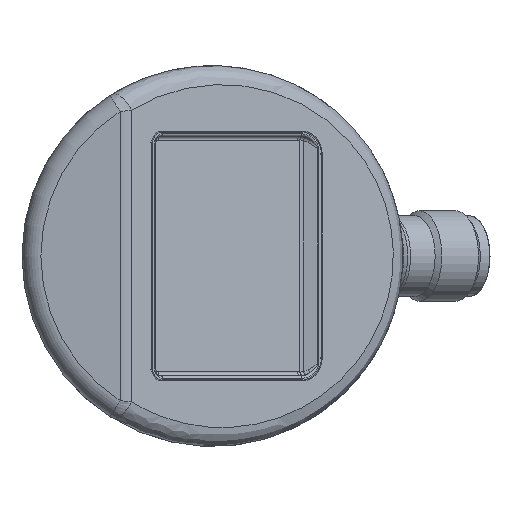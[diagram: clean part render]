
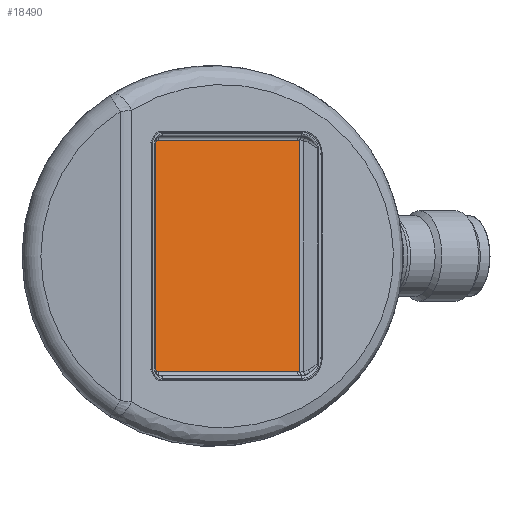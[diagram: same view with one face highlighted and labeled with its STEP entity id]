
A CAD part, front view. The second image highlights one B-rep face of the part: STEP entity #18490.
In plain terms, the highlighted planar face has unit normal (0.5, -0.866, 0).
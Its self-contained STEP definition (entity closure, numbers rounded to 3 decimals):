
#495=CIRCLE('',#26154,1.946);
#496=CIRCLE('',#26155,1.946);
#497=CIRCLE('',#26156,0.446);
#498=CIRCLE('',#26157,0.446);
#1349=LINE('',#33224,#2537);
#1350=LINE('',#33228,#2538);
#1351=LINE('',#33232,#2539);
#1352=LINE('',#33236,#2540);
#2537=VECTOR('',#28071,1000.);
#2538=VECTOR('',#28074,1000.);
#2539=VECTOR('',#28077,1000.);
#2540=VECTOR('',#28080,1000.);
#3671=PLANE('',#26153);
#4321=ORIENTED_EDGE('',*,*,#10020,.T.);
#4322=ORIENTED_EDGE('',*,*,#10021,.T.);
#4323=ORIENTED_EDGE('',*,*,#10022,.T.);
#4324=ORIENTED_EDGE('',*,*,#10023,.T.);
#4325=ORIENTED_EDGE('',*,*,#10024,.T.);
#4326=ORIENTED_EDGE('',*,*,#10025,.T.);
#4327=ORIENTED_EDGE('',*,*,#10026,.T.);
#4328=ORIENTED_EDGE('',*,*,#10027,.T.);
#10020=EDGE_CURVE('',#12870,#12871,#495,.F.);
#10021=EDGE_CURVE('',#12871,#12872,#1349,.T.);
#10022=EDGE_CURVE('',#12872,#12873,#496,.F.);
#10023=EDGE_CURVE('',#12873,#12874,#1350,.T.);
#10024=EDGE_CURVE('',#12874,#12875,#497,.F.);
#10025=EDGE_CURVE('',#12875,#12876,#1351,.T.);
#10026=EDGE_CURVE('',#12876,#12877,#498,.F.);
#10027=EDGE_CURVE('',#12877,#12870,#1352,.T.);
#12870=VERTEX_POINT('',#33222);
#12871=VERTEX_POINT('',#33223);
#12872=VERTEX_POINT('',#33225);
#12873=VERTEX_POINT('',#33227);
#12874=VERTEX_POINT('',#33229);
#12875=VERTEX_POINT('',#33231);
#12876=VERTEX_POINT('',#33233);
#12877=VERTEX_POINT('',#33235);
#15449=EDGE_LOOP('',(#4321,#4322,#4323,#4324,#4325,#4326,#4327,#4328));
#16851=FACE_BOUND('',#15449,.T.);
#18490=ADVANCED_FACE('',(#16851),#3671,.F.);
#26153=AXIS2_PLACEMENT_3D('',#33220,#28067,#28068);
#26154=AXIS2_PLACEMENT_3D('',#33221,#28069,#28070);
#26155=AXIS2_PLACEMENT_3D('',#33226,#28072,#28073);
#26156=AXIS2_PLACEMENT_3D('',#33230,#28075,#28076);
#26157=AXIS2_PLACEMENT_3D('',#33234,#28078,#28079);
#28067=DIRECTION('',(-0.5,0.866,0.));
#28068=DIRECTION('',(0.866,0.5,0.));
#28069=DIRECTION('',(-0.5,0.866,0.));
#28070=DIRECTION('',(0.866,0.5,0.));
#28071=DIRECTION('',(0.,0.,1.));
#28072=DIRECTION('',(-0.5,0.866,0.));
#28073=DIRECTION('',(0.866,0.5,0.));
#28074=DIRECTION('',(-0.866,-0.5,0.));
#28075=DIRECTION('',(-0.5,0.866,0.));
#28076=DIRECTION('',(0.866,0.5,0.));
#28077=DIRECTION('',(0.,0.,-1.));
#28078=DIRECTION('',(-0.5,0.866,0.));
#28079=DIRECTION('',(0.866,0.5,0.));
#28080=DIRECTION('',(0.866,0.5,0.));
#33220=CARTESIAN_POINT('',(11.293,-72.021,13.4));
#33221=CARTESIAN_POINT('',(11.293,-72.021,-13.4));
#33222=CARTESIAN_POINT('',(11.293,-72.021,-15.346));
#33223=CARTESIAN_POINT('',(11.576,-71.857,-15.318));
#33224=CARTESIAN_POINT('',(11.576,-71.857,15.252));
#33225=CARTESIAN_POINT('',(11.576,-71.857,15.318));
#33226=CARTESIAN_POINT('',(11.293,-72.021,13.4));
#33227=CARTESIAN_POINT('',(11.293,-72.021,15.346));
#33228=CARTESIAN_POINT('',(-7.153,-82.671,15.346));
#33229=CARTESIAN_POINT('',(-7.153,-82.671,15.346));
#33230=CARTESIAN_POINT('',(-7.153,-82.671,14.9));
#33231=CARTESIAN_POINT('',(-7.539,-82.893,14.9));
#33232=CARTESIAN_POINT('',(-7.539,-82.893,-14.9));
#33233=CARTESIAN_POINT('',(-7.539,-82.893,-14.9));
#33234=CARTESIAN_POINT('',(-7.153,-82.671,-14.9));
#33235=CARTESIAN_POINT('',(-7.153,-82.671,-15.346));
#33236=CARTESIAN_POINT('',(11.293,-72.021,-15.346));
